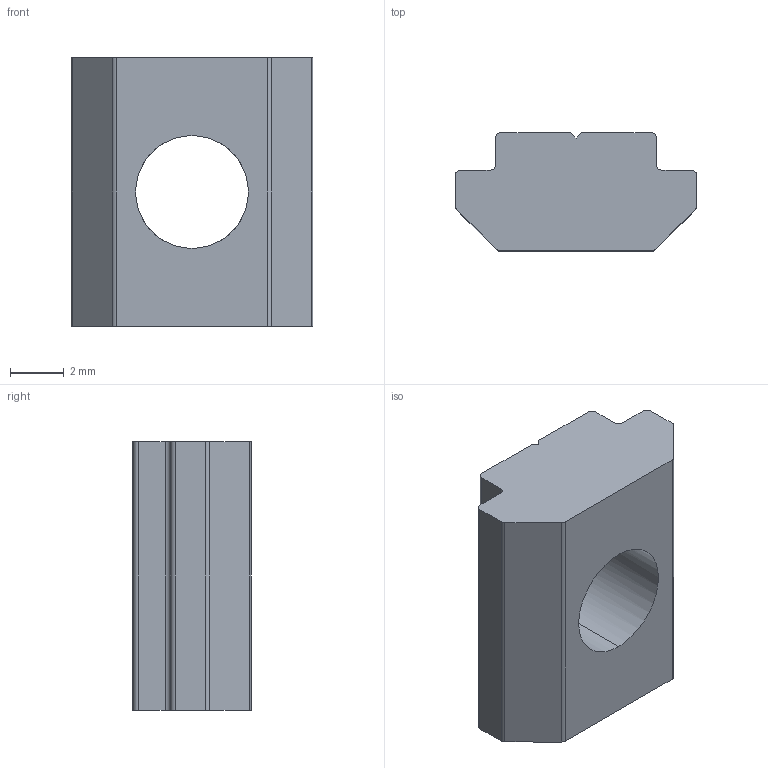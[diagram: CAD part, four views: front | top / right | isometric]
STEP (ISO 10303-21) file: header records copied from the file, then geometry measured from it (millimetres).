
FILE_DESCRIPTION (( 'STEP AP203' ), '1' );
FILE_NAME ('Sliding Nut M5x0.8 (2024).STEP', '2025-11-18T20:44:43', ( '' ), ( '' ), 'SwSTEP 2.0', 'SolidWorks 2024', '' );
FILE_SCHEMA (( 'CONFIG_CONTROL_DESIGN' ));
Length unit declared in the file: millimetre
Products named in the file (1): Sliding Nut M5x0.8 (2024)
Bounding box: 9 x 4.4 x 10 mm (x, y, z)
Volume: 267 mm3; surface area: 340.5 mm2
Topology: 1 solids, 1 shells, 29 faces, 82 edges, 54 vertices
Faces by surface type: plane 17, cylinder 12
Entity records: 1025 total; most frequent: CARTESIAN_POINT 178, ORIENTED_EDGE 164, DIRECTION 162, EDGE_CURVE 82, VECTOR 54, LINE 54, VERTEX_POINT 54, AXIS2_PLACEMENT_3D 54
